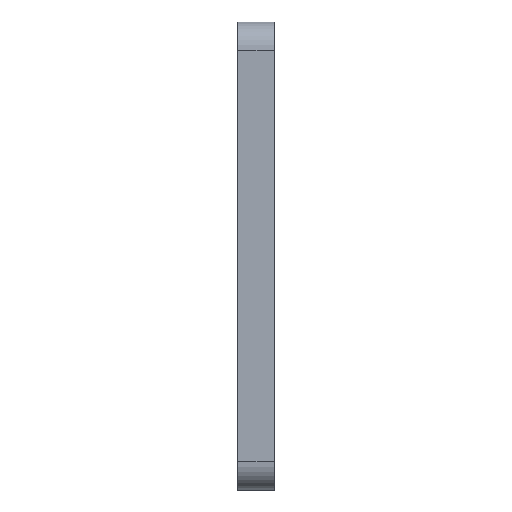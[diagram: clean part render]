
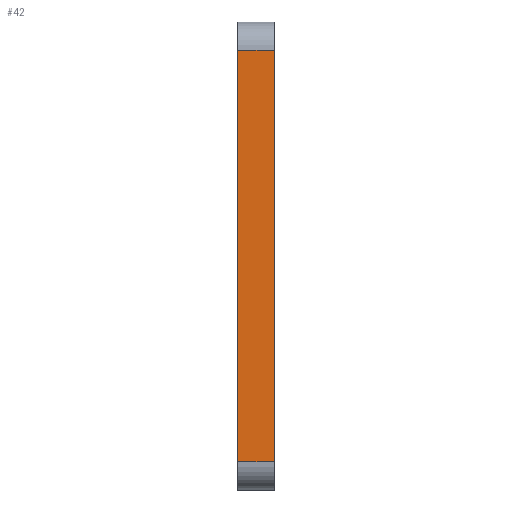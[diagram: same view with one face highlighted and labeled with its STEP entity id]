
A CAD part, left-side view. The second image highlights one B-rep face of the part: STEP entity #42.
In plain terms, the highlighted planar face has unit normal (-1, 0, 0).
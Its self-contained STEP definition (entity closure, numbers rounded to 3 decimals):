
#18 = AXIS2_PLACEMENT_3D ( 'NONE', #2061, #2047, #2023 ) ;
#42 = ADVANCED_FACE ( 'NONE', ( #673 ), #2069, .F. ) ;
#126 = CARTESIAN_POINT ( 'NONE',  ( 0., 0., -4.64 ) ) ;
#146 = VERTEX_POINT ( 'NONE', #1238 ) ;
#158 = VECTOR ( 'NONE', #2459, 1000. ) ;
#289 = CARTESIAN_POINT ( 'NONE',  ( 0., 6., -72.88 ) ) ;
#311 = EDGE_CURVE ( 'NONE', #4544, #2840, #2998, .T. ) ;
#359 = DIRECTION ( 'NONE',  ( 0., -1., 0. ) ) ;
#420 = LINE ( 'NONE', #1642, #1439 ) ;
#487 = LINE ( 'NONE', #1170, #1501 ) ;
#673 = FACE_OUTER_BOUND ( 'NONE', #1160, .T. ) ;
#893 = DIRECTION ( 'NONE',  ( 0., 0., 1. ) ) ;
#899 = DIRECTION ( 'NONE',  ( 0., -1., 0. ) ) ;
#1160 = EDGE_LOOP ( 'NONE', ( #3574, #2642, #1638, #4937 ) ) ;
#1170 = CARTESIAN_POINT ( 'NONE',  ( 0., 6., -4.64 ) ) ;
#1238 = CARTESIAN_POINT ( 'NONE',  ( 0., 6., -4.64 ) ) ;
#1310 = LINE ( 'NONE', #2632, #158 ) ;
#1439 = VECTOR ( 'NONE', #893, 1000. ) ;
#1501 = VECTOR ( 'NONE', #899, 1000. ) ;
#1638 = ORIENTED_EDGE ( 'NONE', *, *, #4620, .F. ) ;
#1642 = CARTESIAN_POINT ( 'NONE',  ( 0., 6., -4.64 ) ) ;
#2023 = DIRECTION ( 'NONE',  ( 0., 0., -1. ) ) ;
#2047 = DIRECTION ( 'NONE',  ( 1., 0., 0. ) ) ;
#2061 = CARTESIAN_POINT ( 'NONE',  ( 0., 6., -4.64 ) ) ;
#2069 = PLANE ( 'NONE',  #18 ) ;
#2459 = DIRECTION ( 'NONE',  ( 0., 0., 1. ) ) ;
#2632 = CARTESIAN_POINT ( 'NONE',  ( 0., 0., -4.64 ) ) ;
#2642 = ORIENTED_EDGE ( 'NONE', *, *, #4244, .F. ) ;
#2644 = CARTESIAN_POINT ( 'NONE',  ( 0., 0., -72.88 ) ) ;
#2741 = VECTOR ( 'NONE', #359, 1000. ) ;
#2840 = VERTEX_POINT ( 'NONE', #2644 ) ;
#2998 = LINE ( 'NONE', #289, #2741 ) ;
#3574 = ORIENTED_EDGE ( 'NONE', *, *, #4082, .T. ) ;
#4082 = EDGE_CURVE ( 'NONE', #2840, #4901, #1310, .T. ) ;
#4244 = EDGE_CURVE ( 'NONE', #146, #4901, #487, .T. ) ;
#4401 = CARTESIAN_POINT ( 'NONE',  ( 0., 6., -72.88 ) ) ;
#4544 = VERTEX_POINT ( 'NONE', #4401 ) ;
#4620 = EDGE_CURVE ( 'NONE', #4544, #146, #420, .T. ) ;
#4901 = VERTEX_POINT ( 'NONE', #126 ) ;
#4937 = ORIENTED_EDGE ( 'NONE', *, *, #311, .T. ) ;
